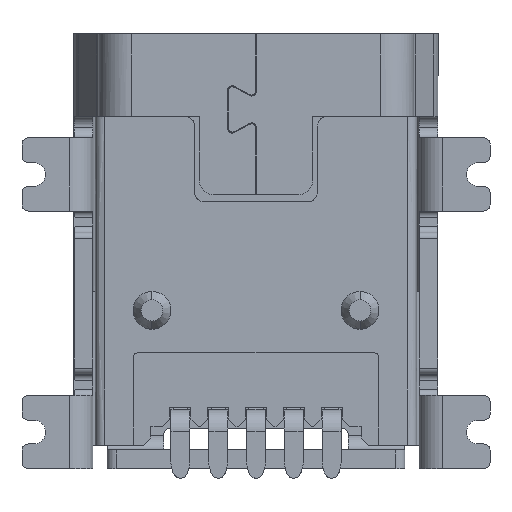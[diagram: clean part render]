
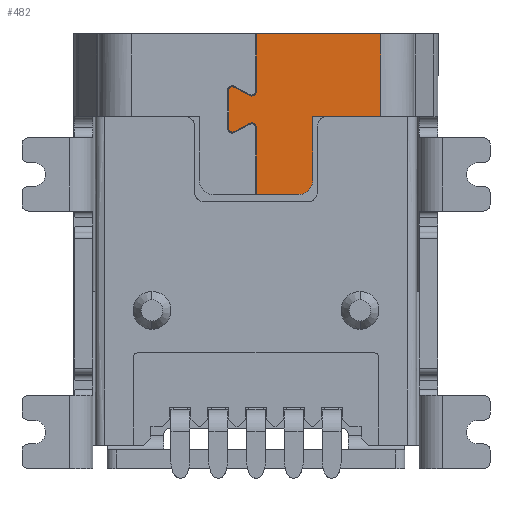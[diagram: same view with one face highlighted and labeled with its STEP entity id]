
A CAD part, front view. The second image highlights one B-rep face of the part: STEP entity #482.
In plain terms, the highlighted planar face has unit normal (0, -1, 0).
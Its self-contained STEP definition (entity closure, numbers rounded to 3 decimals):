
#482=ADVANCED_FACE('NONE',(#1837),#1838,.T.);
#1837=FACE_OUTER_BOUND('',#4489,.T.);
#1838=PLANE('',#4490);
#4489=EDGE_LOOP('',(#17840,#17841,#17842,#17843,#17844,#17845,#17846,#17847,#17848,#17849,#17850,#17851,#17852,#17853,#17854));
#4490=AXIS2_PLACEMENT_3D('',#17855,#17856,#17857);
#17840=ORIENTED_EDGE('',*,*,#23554,.F.);
#17841=ORIENTED_EDGE('',*,*,#23555,.F.);
#17842=ORIENTED_EDGE('',*,*,#23531,.T.);
#17843=ORIENTED_EDGE('',*,*,#23292,.F.);
#17844=ORIENTED_EDGE('',*,*,#23556,.F.);
#17845=ORIENTED_EDGE('',*,*,#23557,.F.);
#17846=ORIENTED_EDGE('',*,*,#23558,.F.);
#17847=ORIENTED_EDGE('',*,*,#23559,.F.);
#17848=ORIENTED_EDGE('',*,*,#23560,.F.);
#17849=ORIENTED_EDGE('',*,*,#23561,.F.);
#17850=ORIENTED_EDGE('',*,*,#23562,.F.);
#17851=ORIENTED_EDGE('',*,*,#23563,.F.);
#17852=ORIENTED_EDGE('',*,*,#23564,.F.);
#17853=ORIENTED_EDGE('',*,*,#23565,.F.);
#17854=ORIENTED_EDGE('',*,*,#23566,.F.);
#17855=CARTESIAN_POINT('',(-4.532,5.781,12.111));
#17856=DIRECTION('',(0.,-1.0,0.0));
#17857=DIRECTION('',(0.,0.,-1.0));
#23292=EDGE_CURVE('NONE',#26798,#26800,#26801,.T.);
#23531=EDGE_CURVE('NONE',#27182,#26800,#27183,.T.);
#23554=EDGE_CURVE('NONE',#27222,#27223,#27224,.T.);
#23555=EDGE_CURVE('NONE',#27182,#27222,#27225,.T.);
#23556=EDGE_CURVE('NONE',#27226,#26798,#27227,.T.);
#23557=EDGE_CURVE('NONE',#27228,#27226,#27229,.T.);
#23558=EDGE_CURVE('NONE',#27230,#27228,#27231,.T.);
#23559=EDGE_CURVE('NONE',#27232,#27230,#27233,.T.);
#23560=EDGE_CURVE('NONE',#27234,#27232,#27235,.T.);
#23561=EDGE_CURVE('NONE',#27236,#27234,#27237,.T.);
#23562=EDGE_CURVE('NONE',#27238,#27236,#27239,.T.);
#23563=EDGE_CURVE('NONE',#27240,#27238,#27241,.T.);
#23564=EDGE_CURVE('NONE',#27242,#27240,#27243,.T.);
#23565=EDGE_CURVE('NONE',#27244,#27242,#27245,.T.);
#23566=EDGE_CURVE('NONE',#27223,#27244,#27246,.T.);
#26798=VERTEX_POINT('NONE',#32479);
#26800=VERTEX_POINT('NONE',#32482);
#26801=LINE('',#32483,#32484);
#27182=VERTEX_POINT('NONE',#33217);
#27183=LINE('',#33218,#33219);
#27222=VERTEX_POINT('NONE',#33311);
#27223=VERTEX_POINT('NONE',#33312);
#27224=LINE('',#33313,#33314);
#27225=LINE('',#33315,#33316);
#27226=VERTEX_POINT('NONE',#33317);
#27227=LINE('',#33318,#33319);
#27228=VERTEX_POINT('NONE',#33320);
#27229=B_SPLINE_CURVE_WITH_KNOTS('',3,(#33321,#33322,#33323,#33324,#33325,#33326),.UNSPECIFIED.,.F.,.F.,(4,2,4),(0.0,0.5,1.0),.UNSPECIFIED.);
#27230=VERTEX_POINT('NONE',#33327);
#27231=B_SPLINE_CURVE_WITH_KNOTS('',3,(#33328,#33329,#33330,#33331),.UNSPECIFIED.,.F.,.F.,(4,4),(0.0,1.0),.UNSPECIFIED.);
#27232=VERTEX_POINT('NONE',#33332);
#27233=B_SPLINE_CURVE_WITH_KNOTS('',3,(#33333,#33334,#33335,#33336,#33337,#33338),.UNSPECIFIED.,.F.,.F.,(4,2,4),(0.0,0.5,1.0),.UNSPECIFIED.);
#27234=VERTEX_POINT('NONE',#33339);
#27235=LINE('',#33340,#33341);
#27236=VERTEX_POINT('NONE',#33342);
#27237=B_SPLINE_CURVE_WITH_KNOTS('',3,(#33343,#33344,#33345,#33346,#33347,#33348),.UNSPECIFIED.,.F.,.F.,(4,2,4),(0.0,0.5,1.0),.UNSPECIFIED.);
#27238=VERTEX_POINT('NONE',#33349);
#27239=B_SPLINE_CURVE_WITH_KNOTS('',3,(#33350,#33351,#33352,#33353),.UNSPECIFIED.,.F.,.F.,(4,4),(0.0,1.0),.UNSPECIFIED.);
#27240=VERTEX_POINT('NONE',#33354);
#27241=B_SPLINE_CURVE_WITH_KNOTS('',3,(#33355,#33356,#33357,#33358,#33359,#33360),.UNSPECIFIED.,.F.,.F.,(4,2,4),(0.0,0.5,1.0),.UNSPECIFIED.);
#27242=VERTEX_POINT('NONE',#33361);
#27243=LINE('',#33362,#33363);
#27244=VERTEX_POINT('NONE',#33364);
#27245=LINE('',#33365,#33366);
#27246=B_SPLINE_CURVE_WITH_KNOTS('',3,(#33367,#33368,#33369,#33370,#33371,#33372),.UNSPECIFIED.,.F.,.F.,(4,2,4),(0.0,0.5,1.0),.UNSPECIFIED.);
#32479=CARTESIAN_POINT('',(-3.877,5.781,15.579));
#32482=CARTESIAN_POINT('',(-1.252,5.781,15.579));
#32483=CARTESIAN_POINT('',(-2.86,5.781,15.579));
#32484=VECTOR('',#39761,1000.0);
#33217=CARTESIAN_POINT('',(-1.252,5.781,13.829));
#33218=CARTESIAN_POINT('',(-1.252,5.781,14.729));
#33219=VECTOR('',#40083,1000.0);
#33311=CARTESIAN_POINT('',(-2.687,5.781,13.829));
#33312=CARTESIAN_POINT('',(-2.687,5.781,12.479));
#33313=CARTESIAN_POINT('',(-2.687,5.781,13.879));
#33314=VECTOR('',#40097,1000.0);
#33315=CARTESIAN_POINT('',(-1.252,5.781,13.829));
#33316=VECTOR('',#40098,1000.0);
#33317=CARTESIAN_POINT('',(-3.877,5.781,14.363));
#33318=CARTESIAN_POINT('',(-3.877,5.781,13.879));
#33319=VECTOR('',#40099,1000.0);
#33320=CARTESIAN_POINT('',(-4.025,5.781,14.275));
#33321=CARTESIAN_POINT('',(-4.025,5.781,14.275));
#33322=CARTESIAN_POINT('',(-3.994,5.781,14.258));
#33323=CARTESIAN_POINT('',(-3.955,5.781,14.259));
#33324=CARTESIAN_POINT('',(-3.896,5.781,14.294));
#33325=CARTESIAN_POINT('',(-3.877,5.781,14.328));
#33326=CARTESIAN_POINT('',(-3.877,5.781,14.363));
#33327=CARTESIAN_POINT('',(-4.349,5.781,14.449));
#33328=CARTESIAN_POINT('',(-4.349,5.781,14.449));
#33329=CARTESIAN_POINT('',(-4.241,5.781,14.391));
#33330=CARTESIAN_POINT('',(-4.133,5.781,14.333));
#33331=CARTESIAN_POINT('',(-4.025,5.781,14.275));
#33332=CARTESIAN_POINT('',(-4.467,5.781,14.379));
#33333=CARTESIAN_POINT('',(-4.467,5.781,14.379));
#33334=CARTESIAN_POINT('',(-4.467,5.781,14.406));
#33335=CARTESIAN_POINT('',(-4.452,5.781,14.433));
#33336=CARTESIAN_POINT('',(-4.405,5.781,14.462));
#33337=CARTESIAN_POINT('',(-4.374,5.781,14.462));
#33338=CARTESIAN_POINT('',(-4.349,5.781,14.449));
#33339=CARTESIAN_POINT('',(-4.467,5.781,13.579));
#33340=CARTESIAN_POINT('',(-4.467,5.781,13.879));
#33341=VECTOR('',#40100,1000.0);
#33342=CARTESIAN_POINT('',(-4.349,5.781,13.508));
#33343=CARTESIAN_POINT('',(-4.349,5.781,13.508));
#33344=CARTESIAN_POINT('',(-4.374,5.781,13.495));
#33345=CARTESIAN_POINT('',(-4.405,5.781,13.496));
#33346=CARTESIAN_POINT('',(-4.452,5.781,13.524));
#33347=CARTESIAN_POINT('',(-4.467,5.781,13.551));
#33348=CARTESIAN_POINT('',(-4.467,5.781,13.579));
#33349=CARTESIAN_POINT('',(-4.025,5.781,13.683));
#33350=CARTESIAN_POINT('',(-4.025,5.781,13.683));
#33351=CARTESIAN_POINT('',(-4.133,5.781,13.625));
#33352=CARTESIAN_POINT('',(-4.241,5.781,13.567));
#33353=CARTESIAN_POINT('',(-4.349,5.781,13.508));
#33354=CARTESIAN_POINT('',(-3.877,5.781,13.595));
#33355=CARTESIAN_POINT('',(-3.877,5.781,13.595));
#33356=CARTESIAN_POINT('',(-3.877,5.781,13.629));
#33357=CARTESIAN_POINT('',(-3.896,5.781,13.663));
#33358=CARTESIAN_POINT('',(-3.955,5.781,13.698));
#33359=CARTESIAN_POINT('',(-3.994,5.781,13.699));
#33360=CARTESIAN_POINT('',(-4.025,5.781,13.683));
#33361=CARTESIAN_POINT('',(-3.877,5.781,12.179));
#33362=CARTESIAN_POINT('',(-3.877,5.781,13.879));
#33363=VECTOR('',#40101,1000.0);
#33364=CARTESIAN_POINT('',(-2.987,5.781,12.179));
#33365=CARTESIAN_POINT('',(-2.86,5.781,12.179));
#33366=VECTOR('',#40102,1000.0);
#33367=CARTESIAN_POINT('',(-2.687,5.781,12.479));
#33368=CARTESIAN_POINT('',(-2.687,5.781,12.4));
#33369=CARTESIAN_POINT('',(-2.72,5.781,12.322));
#33370=CARTESIAN_POINT('',(-2.831,5.781,12.211));
#33371=CARTESIAN_POINT('',(-2.909,5.781,12.179));
#33372=CARTESIAN_POINT('',(-2.987,5.781,12.179));
#39761=DIRECTION('',(1.0,0.,0.));
#40083=DIRECTION('',(0.,0.,1.0));
#40097=DIRECTION('',(0.,0.,-1.0));
#40098=DIRECTION('',(-1.0,0.,0.));
#40099=DIRECTION('',(0.,0.,1.0));
#40100=DIRECTION('',(0.,0.,1.0));
#40101=DIRECTION('',(0.,0.,1.0));
#40102=DIRECTION('',(-1.0,0.,0.));
